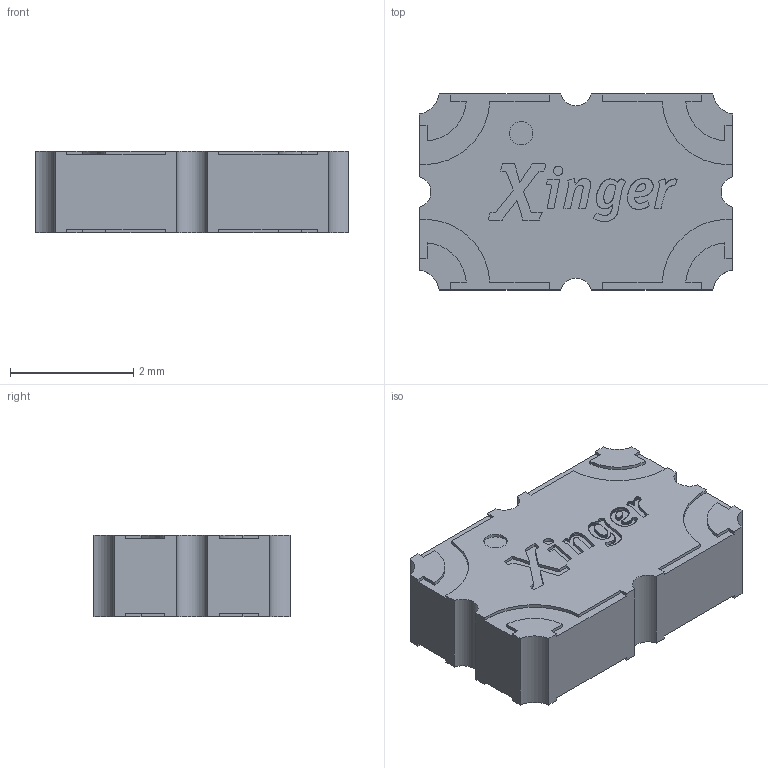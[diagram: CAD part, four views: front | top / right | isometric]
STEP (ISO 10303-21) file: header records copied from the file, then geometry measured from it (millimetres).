
FILE_DESCRIPTION (( 'STEP AP203' ), '1' );
FILE_NAME ('XMC0204F1-03G.STEP', '2025-07-11T15:04:16', ( '' ), ( '' ), 'SwSTEP 2.0', 'SolidWorks 2023', '' );
FILE_SCHEMA (( 'CONFIG_CONTROL_DESIGN' ));
Length unit declared in the file: inch
Products named in the file (1): XMC0204F1-03G
Bounding box: 5.08 x 3.17 x 1.32 mm (x, y, z)
Volume: 20.1 mm3; surface area: 55 mm2
Topology: 1 solids, 1 shells, 856 faces, 2529 edges, 1686 vertices
Faces by surface type: plane 833, cylinder 23
Entity records: 28078 total; most frequent: CARTESIAN_POINT 5072, ORIENTED_EDGE 5058, DIRECTION 4289, EDGE_CURVE 2529, LINE 2483, VECTOR 2483, VERTEX_POINT 1686, AXIS2_PLACEMENT_3D 903
